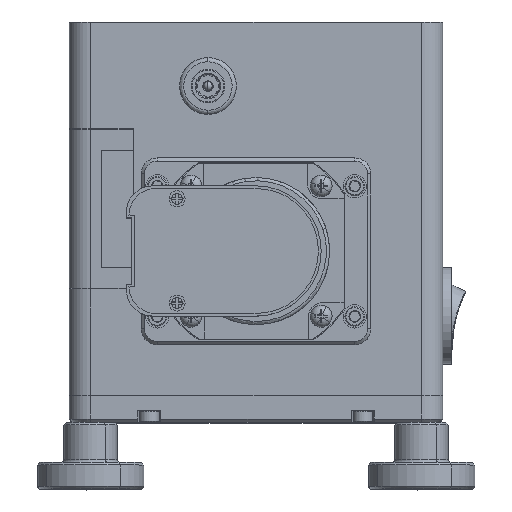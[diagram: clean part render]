
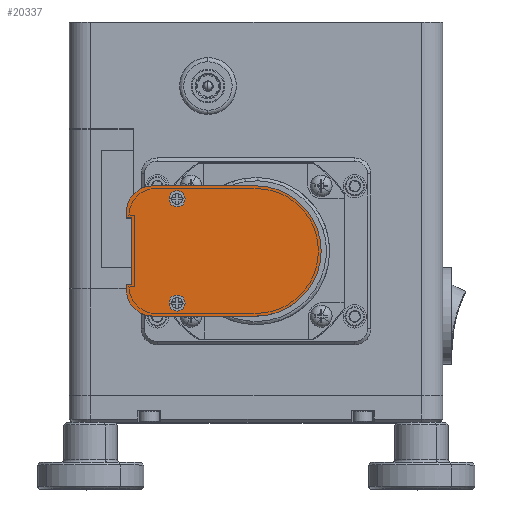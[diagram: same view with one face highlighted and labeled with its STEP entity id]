
A CAD part, top view. The second image highlights one B-rep face of the part: STEP entity #20337.
In plain terms, the highlighted planar face has unit normal (0, 0, 1).
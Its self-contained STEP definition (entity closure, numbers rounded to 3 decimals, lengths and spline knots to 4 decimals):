
#1133 = CARTESIAN_POINT ( 'NONE',  ( -0.74, 1.1137, 3.6497 ) ) ;
#1201 = DIRECTION ( 'NONE',  ( 0., 0., 1. ) ) ;
#1618 = VERTEX_POINT ( 'NONE', #73306 ) ;
#1642 = DIRECTION ( 'NONE',  ( -1., 0., 0. ) ) ;
#1998 = DIRECTION ( 'NONE',  ( -1., 0., 0. ) ) ;
#3195 = DIRECTION ( 'NONE',  ( 0., 0., 1. ) ) ;
#3548 = FACE_BOUND ( 'NONE', #23783, .T. ) ;
#4038 = ORIENTED_EDGE ( 'NONE', *, *, #56443, .T. ) ;
#4850 = VECTOR ( 'NONE', #64127, 39.3701 ) ;
#6167 = EDGE_CURVE ( 'NONE', #84907, #69915, #54134, .T. ) ;
#6347 = CARTESIAN_POINT ( 'NONE',  ( -1.215, 1.9617, 3.6497 ) ) ;
#6379 = VECTOR ( 'NONE', #1998, 39.3701 ) ;
#6465 = EDGE_LOOP ( 'NONE', ( #75001, #44395, #12189, #59914, #53755, #39683, #85535, #15222, #55725, #4038 ) ) ;
#6735 = VECTOR ( 'NONE', #27575, 39.3701 ) ;
#6970 = CARTESIAN_POINT ( 'NONE',  ( 0., 0.9917, 3.6497 ) ) ;
#7914 = AXIS2_PLACEMENT_3D ( 'NONE', #70349, #1201, #95885 ) ;
#8118 = CARTESIAN_POINT ( 'NONE',  ( -0.965, 1.2417, 3.6497 ) ) ;
#9960 = CARTESIAN_POINT ( 'NONE',  ( -0.74, 1.1137, 3.6497 ) ) ;
#12189 = ORIENTED_EDGE ( 'NONE', *, *, #6167, .T. ) ;
#12360 = DIRECTION ( 'NONE',  ( 0., -1., 0. ) ) ;
#13164 = VERTEX_POINT ( 'NONE', #71110 ) ;
#13846 = AXIS2_PLACEMENT_3D ( 'NONE', #30238, #75188, #21717 ) ;
#14206 = DIRECTION ( 'NONE',  ( 0., 0., 1. ) ) ;
#15222 = ORIENTED_EDGE ( 'NONE', *, *, #50996, .T. ) ;
#15644 = VECTOR ( 'NONE', #47875, 39.3701 ) ;
#16641 = EDGE_CURVE ( 'NONE', #45602, #62866, #33666, .T. ) ;
#17103 = LINE ( 'NONE', #24180, #15644 ) ;
#17498 = ORIENTED_EDGE ( 'NONE', *, *, #89467, .F. ) ;
#20337 = ADVANCED_FACE ( 'NONE', ( #96382, #3548, #31493 ), #69849, .T. ) ;
#21288 = EDGE_CURVE ( 'NONE', #62866, #45602, #90392, .T. ) ;
#21717 = DIRECTION ( 'NONE',  ( 0., -1., 0. ) ) ;
#23267 = EDGE_CURVE ( 'NONE', #97703, #98882, #96313, .T. ) ;
#23404 = DIRECTION ( 'NONE',  ( 0., 0., 1. ) ) ;
#23783 = EDGE_LOOP ( 'NONE', ( #65214, #26976 ) ) ;
#24050 = AXIS2_PLACEMENT_3D ( 'NONE', #48081, #23404, #1642 ) ;
#24097 = EDGE_CURVE ( 'NONE', #79301, #13164, #90477, .T. ) ;
#24136 = DIRECTION ( 'NONE',  ( 0., 0., 1. ) ) ;
#24180 = CARTESIAN_POINT ( 'NONE',  ( -1.215, 1.9617, 3.6497 ) ) ;
#26976 = ORIENTED_EDGE ( 'NONE', *, *, #16641, .F. ) ;
#27038 = CARTESIAN_POINT ( 'NONE',  ( -1.215, 1.9117, 3.6497 ) ) ;
#27287 = CARTESIAN_POINT ( 'NONE',  ( -0.965, 0.9917, 3.6497 ) ) ;
#27575 = DIRECTION ( 'NONE',  ( 0., -1., 0. ) ) ;
#27649 = CARTESIAN_POINT ( 'NONE',  ( -0.665, 1.1137, 3.6497 ) ) ;
#27702 = EDGE_LOOP ( 'NONE', ( #17498, #52335 ) ) ;
#27991 = LINE ( 'NONE', #80472, #95898 ) ;
#30238 = CARTESIAN_POINT ( 'NONE',  ( -0.965, 1.9617, 3.6497 ) ) ;
#30933 = DIRECTION ( 'NONE',  ( 0., 0., 1. ) ) ;
#31493 = FACE_OUTER_BOUND ( 'NONE', #6465, .T. ) ;
#33666 = CIRCLE ( 'NONE', #24050, 0.075 ) ;
#39683 = ORIENTED_EDGE ( 'NONE', *, *, #88761, .T. ) ;
#40259 = DIRECTION ( 'NONE',  ( -1., 0., 0. ) ) ;
#43798 = CARTESIAN_POINT ( 'NONE',  ( -0.815, 1.1137, 3.6497 ) ) ;
#44395 = ORIENTED_EDGE ( 'NONE', *, *, #56605, .T. ) ;
#45602 = VERTEX_POINT ( 'NONE', #46646 ) ;
#46641 = VERTEX_POINT ( 'NONE', #43798 ) ;
#46646 = CARTESIAN_POINT ( 'NONE',  ( -0.815, 2.0897, 3.6497 ) ) ;
#46967 = AXIS2_PLACEMENT_3D ( 'NONE', #1133, #30933, #69781 ) ;
#47875 = DIRECTION ( 'NONE',  ( 0., -1., 0. ) ) ;
#48004 = CARTESIAN_POINT ( 'NONE',  ( -1.215, 1.2917, 3.6497 ) ) ;
#48081 = CARTESIAN_POINT ( 'NONE',  ( -0.74, 2.0897, 3.6497 ) ) ;
#48652 = AXIS2_PLACEMENT_3D ( 'NONE', #8118, #14206, #70160 ) ;
#49535 = EDGE_CURVE ( 'NONE', #46641, #91809, #95681, .T. ) ;
#49797 = LINE ( 'NONE', #58358, #6735 ) ;
#50133 = AXIS2_PLACEMENT_3D ( 'NONE', #56714, #3195, #64774 ) ;
#50996 = EDGE_CURVE ( 'NONE', #98882, #59535, #27991, .T. ) ;
#51013 = CARTESIAN_POINT ( 'NONE',  ( 0., 2.2117, 3.6497 ) ) ;
#52222 = EDGE_CURVE ( 'NONE', #69915, #76297, #17103, .T. ) ;
#52335 = ORIENTED_EDGE ( 'NONE', *, *, #49535, .F. ) ;
#53755 = ORIENTED_EDGE ( 'NONE', *, *, #99867, .T. ) ;
#53955 = VECTOR ( 'NONE', #76840, 39.3701 ) ;
#54134 = CIRCLE ( 'NONE', #13846, 0.25 ) ;
#55090 = LINE ( 'NONE', #69247, #53955 ) ;
#55725 = ORIENTED_EDGE ( 'NONE', *, *, #65274, .T. ) ;
#56349 = CARTESIAN_POINT ( 'NONE',  ( -0.665, 2.0897, 3.6497 ) ) ;
#56443 = EDGE_CURVE ( 'NONE', #1618, #79301, #73220, .T. ) ;
#56605 = EDGE_CURVE ( 'NONE', #13164, #84907, #91835, .T. ) ;
#56714 = CARTESIAN_POINT ( 'NONE',  ( -0.74, 2.0897, 3.6497 ) ) ;
#58358 = CARTESIAN_POINT ( 'NONE',  ( -1.165, 1.9117, 3.6497 ) ) ;
#59535 = VERTEX_POINT ( 'NONE', #86585 ) ;
#59914 = ORIENTED_EDGE ( 'NONE', *, *, #52222, .T. ) ;
#60497 = CARTESIAN_POINT ( 'NONE',  ( -0.965, 2.2117, 3.6497 ) ) ;
#61675 = VERTEX_POINT ( 'NONE', #76109 ) ;
#62866 = VERTEX_POINT ( 'NONE', #56349 ) ;
#63021 = AXIS2_PLACEMENT_3D ( 'NONE', #65184, #95944, #89400 ) ;
#64127 = DIRECTION ( 'NONE',  ( 1., 0., 0. ) ) ;
#64774 = DIRECTION ( 'NONE',  ( -1., 0., 0. ) ) ;
#65184 = CARTESIAN_POINT ( 'NONE',  ( 0., 1.6017, 3.6497 ) ) ;
#65214 = ORIENTED_EDGE ( 'NONE', *, *, #21288, .F. ) ;
#65274 = EDGE_CURVE ( 'NONE', #59535, #1618, #66370, .T. ) ;
#66370 = CIRCLE ( 'NONE', #48652, 0.25 ) ;
#66720 = CARTESIAN_POINT ( 'NONE',  ( -1.165, 1.2917, 3.6497 ) ) ;
#67766 = VECTOR ( 'NONE', #97887, 39.3701 ) ;
#69247 = CARTESIAN_POINT ( 'NONE',  ( -1.215, 1.9117, 3.6497 ) ) ;
#69781 = DIRECTION ( 'NONE',  ( -1., 0., 0. ) ) ;
#69849 = PLANE ( 'NONE',  #7914 ) ;
#69915 = VERTEX_POINT ( 'NONE', #6347 ) ;
#70160 = DIRECTION ( 'NONE',  ( 0., -1., 0. ) ) ;
#70349 = CARTESIAN_POINT ( 'NONE',  ( 0., 1.6017, 3.6497 ) ) ;
#71110 = CARTESIAN_POINT ( 'NONE',  ( 0., 2.2117, 3.6497 ) ) ;
#73220 = LINE ( 'NONE', #27287, #4850 ) ;
#73306 = CARTESIAN_POINT ( 'NONE',  ( -0.965, 0.9917, 3.6497 ) ) ;
#75001 = ORIENTED_EDGE ( 'NONE', *, *, #24097, .T. ) ;
#75188 = DIRECTION ( 'NONE',  ( 0., 0., 1. ) ) ;
#76109 = CARTESIAN_POINT ( 'NONE',  ( -1.165, 1.9117, 3.6497 ) ) ;
#76297 = VERTEX_POINT ( 'NONE', #27038 ) ;
#76448 = AXIS2_PLACEMENT_3D ( 'NONE', #9960, #24136, #40259 ) ;
#76840 = DIRECTION ( 'NONE',  ( 1., 0., 0. ) ) ;
#79301 = VERTEX_POINT ( 'NONE', #6970 ) ;
#80472 = CARTESIAN_POINT ( 'NONE',  ( -1.215, 1.2917, 3.6497 ) ) ;
#84907 = VERTEX_POINT ( 'NONE', #60497 ) ;
#85535 = ORIENTED_EDGE ( 'NONE', *, *, #23267, .T. ) ;
#85616 = CIRCLE ( 'NONE', #46967, 0.075 ) ;
#86585 = CARTESIAN_POINT ( 'NONE',  ( -1.215, 1.2417, 3.6497 ) ) ;
#87266 = CARTESIAN_POINT ( 'NONE',  ( -1.165, 1.2917, 3.6497 ) ) ;
#88761 = EDGE_CURVE ( 'NONE', #61675, #97703, #49797, .T. ) ;
#89400 = DIRECTION ( 'NONE',  ( 0., -1., 0. ) ) ;
#89467 = EDGE_CURVE ( 'NONE', #91809, #46641, #85616, .T. ) ;
#90392 = CIRCLE ( 'NONE', #50133, 0.075 ) ;
#90477 = CIRCLE ( 'NONE', #63021, 0.61 ) ;
#91809 = VERTEX_POINT ( 'NONE', #27649 ) ;
#91835 = LINE ( 'NONE', #51013, #67766 ) ;
#95681 = CIRCLE ( 'NONE', #76448, 0.075 ) ;
#95885 = DIRECTION ( 'NONE',  ( -1., 0., 0. ) ) ;
#95898 = VECTOR ( 'NONE', #12360, 39.3701 ) ;
#95944 = DIRECTION ( 'NONE',  ( 0., 0., 1. ) ) ;
#96313 = LINE ( 'NONE', #87266, #6379 ) ;
#96382 = FACE_BOUND ( 'NONE', #27702, .T. ) ;
#97703 = VERTEX_POINT ( 'NONE', #66720 ) ;
#97887 = DIRECTION ( 'NONE',  ( -1., 0., 0. ) ) ;
#98882 = VERTEX_POINT ( 'NONE', #48004 ) ;
#99867 = EDGE_CURVE ( 'NONE', #76297, #61675, #55090, .T. ) ;
